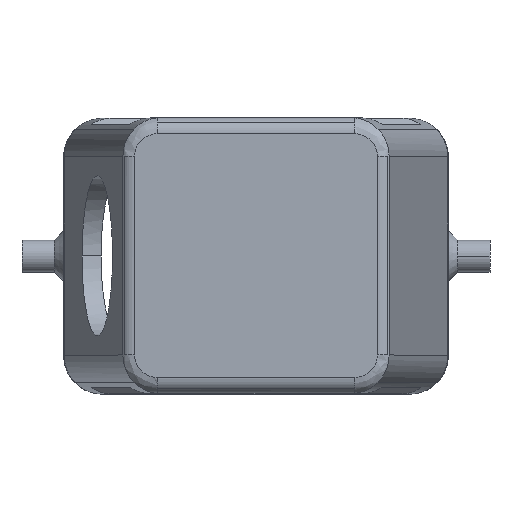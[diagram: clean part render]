
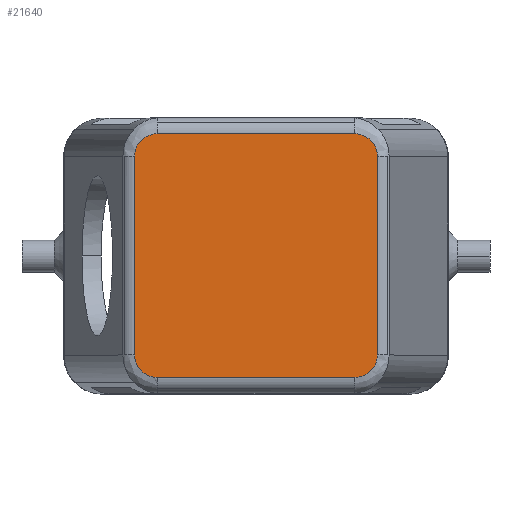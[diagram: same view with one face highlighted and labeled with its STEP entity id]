
A CAD part, top view. The second image highlights one B-rep face of the part: STEP entity #21640.
In plain terms, the highlighted planar face has unit normal (0, 0, 1).
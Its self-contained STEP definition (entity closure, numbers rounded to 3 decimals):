
#15010=CARTESIAN_POINT('',(15.373,-19.,70.));
#15020=VERTEX_POINT('',#15010);
#15050=CARTESIAN_POINT('',(15.373,-15.5,70.));
#15060=DIRECTION('',(0.,0.,-1.));
#15070=DIRECTION('',(1.,0.,0.));
#15080=AXIS2_PLACEMENT_3D('',#15050,#15060,#15070);
#15090=ELLIPSE('',#15080,3.565,3.5);
#15100=CARTESIAN_POINT('',(18.937,-15.5,70.));
#15110=VERTEX_POINT('',#15100);
#15120=EDGE_CURVE('',#15110,#15020,#15090,.T.);
#15770=CARTESIAN_POINT('',(-15.373,19.,70.));
#15780=VERTEX_POINT('',#15770);
#15810=CARTESIAN_POINT('',(-15.373,15.5,70.));
#15820=DIRECTION('',(0.,0.,-1.));
#15830=DIRECTION('',(-1.,0.,0.));
#15840=AXIS2_PLACEMENT_3D('',#15810,#15820,#15830);
#15850=ELLIPSE('',#15840,3.565,3.5);
#15860=CARTESIAN_POINT('',(-18.937,15.5,70.));
#15870=VERTEX_POINT('',#15860);
#15880=EDGE_CURVE('',#15870,#15780,#15850,.T.);
#20940=CARTESIAN_POINT('',(-18.937,-15.5,70.));
#20950=VERTEX_POINT('',#20940);
#20980=CARTESIAN_POINT('',(-15.373,-15.5,70.));
#20990=DIRECTION('',(0.,0.,-1.));
#21000=DIRECTION('',(-1.,0.,0.));
#21010=AXIS2_PLACEMENT_3D('',#20980,#20990,#21000);
#21020=ELLIPSE('',#21010,3.565,3.5);
#21030=CARTESIAN_POINT('',(-15.373,-19.,70.));
#21040=VERTEX_POINT('',#21030);
#21050=EDGE_CURVE('',#21040,#20950,#21020,.T.);
#21190=CARTESIAN_POINT('',(21.,0.,70.));
#21200=DIRECTION('',(0.,0.,1.));
#21210=DIRECTION('',(1.,0.,0.));
#21220=AXIS2_PLACEMENT_3D('',#21190,#21200,#21210);
#21230=PLANE('',#21220);
#21240=CARTESIAN_POINT('',(18.937,15.5,70.));
#21250=DIRECTION('',(0.,-1.,0.));
#21260=VECTOR('',#21250,31.);
#21270=LINE('',#21240,#21260);
#21280=CARTESIAN_POINT('',(18.937,15.5,70.));
#21290=VERTEX_POINT('',#21280);
#21300=EDGE_CURVE('',#21290,#15110,#21270,.T.);
#21310=ORIENTED_EDGE('',*,*,#21300,.F.);
#21320=ORIENTED_EDGE('',*,*,#15120,.F.);
#21330=CARTESIAN_POINT('',(15.373,-19.,70.));
#21340=DIRECTION('',(-1.,0.,0.));
#21350=VECTOR('',#21340,30.745);
#21360=LINE('',#21330,#21350);
#21370=EDGE_CURVE('',#15020,#21040,#21360,.T.);
#21380=ORIENTED_EDGE('',*,*,#21370,.F.);
#21390=ORIENTED_EDGE('',*,*,#21050,.F.);
#21400=CARTESIAN_POINT('',(-18.937,-15.5,70.));
#21410=DIRECTION('',(0.,1.,0.));
#21420=VECTOR('',#21410,31.);
#21430=LINE('',#21400,#21420);
#21440=EDGE_CURVE('',#20950,#15870,#21430,.T.);
#21450=ORIENTED_EDGE('',*,*,#21440,.F.);
#21460=ORIENTED_EDGE('',*,*,#15880,.F.);
#21470=CARTESIAN_POINT('',(-15.373,19.,70.));
#21480=DIRECTION('',(1.,0.,0.));
#21490=VECTOR('',#21480,30.745);
#21500=LINE('',#21470,#21490);
#21510=CARTESIAN_POINT('',(15.373,19.,70.));
#21520=VERTEX_POINT('',#21510);
#21530=EDGE_CURVE('',#15780,#21520,#21500,.T.);
#21540=ORIENTED_EDGE('',*,*,#21530,.F.);
#21550=CARTESIAN_POINT('',(15.373,15.5,70.));
#21560=DIRECTION('',(0.,0.,-1.));
#21570=DIRECTION('',(1.,0.,0.));
#21580=AXIS2_PLACEMENT_3D('',#21550,#21560,#21570);
#21590=ELLIPSE('',#21580,3.565,3.5);
#21600=EDGE_CURVE('',#21520,#21290,#21590,.T.);
#21610=ORIENTED_EDGE('',*,*,#21600,.F.);
#21620=EDGE_LOOP('',(#21610,#21540,#21460,#21450,#21390,#21380,#21320,
#21310));
#21630=FACE_OUTER_BOUND('',#21620,.T.);
#21640=ADVANCED_FACE('',(#21630),#21230,.T.);
